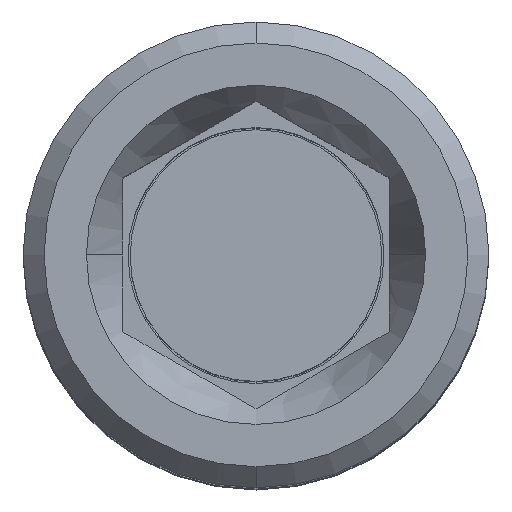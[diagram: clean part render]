
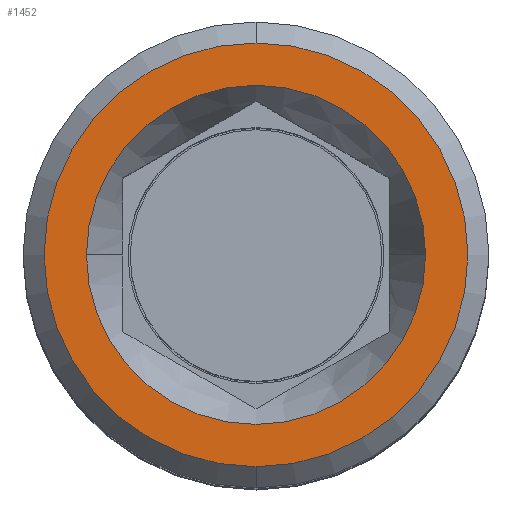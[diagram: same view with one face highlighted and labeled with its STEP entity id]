
A CAD part, top view. The second image highlights one B-rep face of the part: STEP entity #1452.
In plain terms, the highlighted planar face has unit normal (0, 0, 1).
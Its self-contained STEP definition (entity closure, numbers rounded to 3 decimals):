
#255=CARTESIAN_POINT('',(0.,0.,0.));
#256=DIRECTION('',(0.,0.,1.));
#257=DIRECTION('',(0.,1.,0.));
#258=AXIS2_PLACEMENT_3D('',#255,#256,#257);
#263=CARTESIAN_POINT('',(0.,0.,0.));
#264=DIRECTION('',(0.,0.,1.));
#265=DIRECTION('',(0.,-1.,0.));
#266=AXIS2_PLACEMENT_3D('',#263,#264,#265);
#271=CARTESIAN_POINT('',(0.,0.,0.));
#272=DIRECTION('',(0.,0.,-1.));
#273=DIRECTION('',(1.,0.,0.));
#274=AXIS2_PLACEMENT_3D('',#271,#272,#273);
#279=CARTESIAN_POINT('',(0.,0.,0.));
#280=DIRECTION('',(0.,0.,-1.));
#281=DIRECTION('',(-1.,0.,0.));
#282=AXIS2_PLACEMENT_3D('',#279,#280,#281);
#1179=CARTESIAN_POINT('',(0.,5.05,0.));
#1180=CARTESIAN_POINT('',(0.,-5.05,0.));
#1181=VERTEX_POINT('',#1179);
#1182=VERTEX_POINT('',#1180);
#1195=CARTESIAN_POINT('',(4.041,0.,0.));
#1196=CARTESIAN_POINT('',(-4.041,0.,0.));
#1197=VERTEX_POINT('',#1195);
#1198=VERTEX_POINT('',#1196);
#1436=CARTESIAN_POINT('',(0.,0.,0.));
#1437=DIRECTION('',(0.,0.,-1.));
#1438=DIRECTION('',(0.,-1.,0.));
#1439=AXIS2_PLACEMENT_3D('',#1436,#1437,#1438);
#1440=PLANE('',#1439);
#1442=ORIENTED_EDGE('',*,*,#1441,.F.);
#1443=ORIENTED_EDGE('',*,*,#1426,.F.);
#1444=EDGE_LOOP('',(#1442,#1443));
#1445=FACE_OUTER_BOUND('',#1444,.F.);
#1447=ORIENTED_EDGE('',*,*,#1446,.F.);
#1449=ORIENTED_EDGE('',*,*,#1448,.F.);
#1450=EDGE_LOOP('',(#1447,#1449));
#1451=FACE_BOUND('',#1450,.F.);
#1452=ADVANCED_FACE('',(#1445,#1451),#1440,.F.);
#259=CIRCLE('',#258,5.05);
#267=CIRCLE('',#266,5.05);
#275=CIRCLE('',#274,4.041);
#283=CIRCLE('',#282,4.041);
#1426=EDGE_CURVE('',#1182,#1181,#267,.T.);
#1441=EDGE_CURVE('',#1181,#1182,#259,.T.);
#1446=EDGE_CURVE('',#1197,#1198,#275,.T.);
#1448=EDGE_CURVE('',#1198,#1197,#283,.T.);
